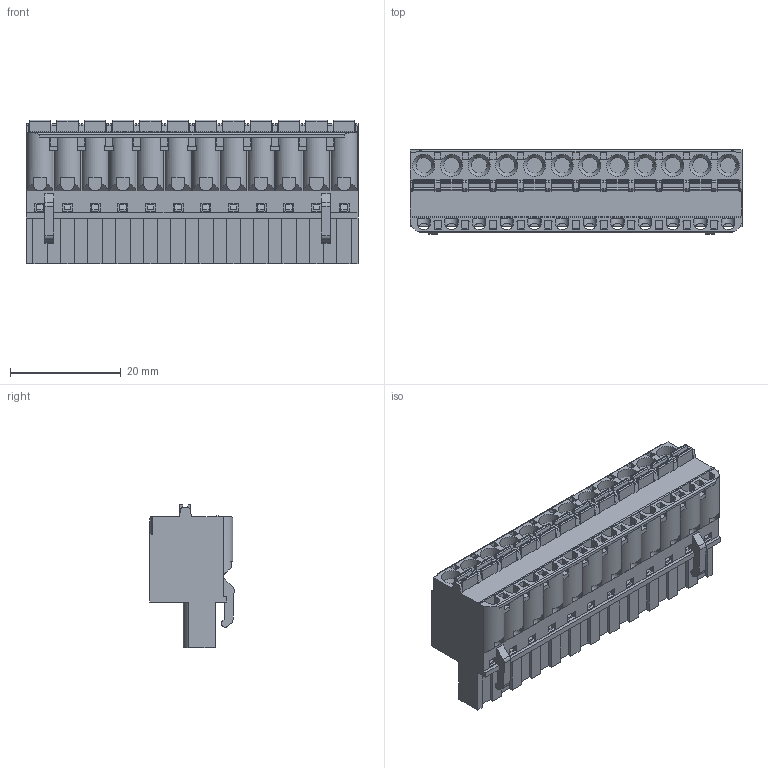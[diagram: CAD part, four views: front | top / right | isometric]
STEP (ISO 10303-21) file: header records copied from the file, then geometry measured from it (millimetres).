
FILE_DESCRIPTION(('STEP AP214'),'1');
FILE_NAME('SHM12-5.stp','2021-03-04T15:48:19',(' '),(' '),'Spatial InterOp 3D',' ',' ');
FILE_SCHEMA(('automotive_design'));
Length unit declared in the file: metre
Products named in the file (1): 1
Bounding box: 60 x 15.2 x 26 mm (x, y, z)
Volume: 14574.5 mm3; surface area: 7737.6 mm2
Topology: 1 solids, 1 shells, 1016 faces, 2836 edges, 1851 vertices
Faces by surface type: plane 809, cylinder 182, cone 24, extrusion 1
Full cylindrical faces by diameter (mm): 4 x12
Entity records: 40164 total; most frequent: CARTESIAN_POINT 5739, ORIENTED_EDGE 5558, DIRECTION 5265, EDGE_CURVE 2779, VECTOR 2209, LINE 2208, VERTEX_POINT 1830, AXIS2_PLACEMENT_3D 1528
